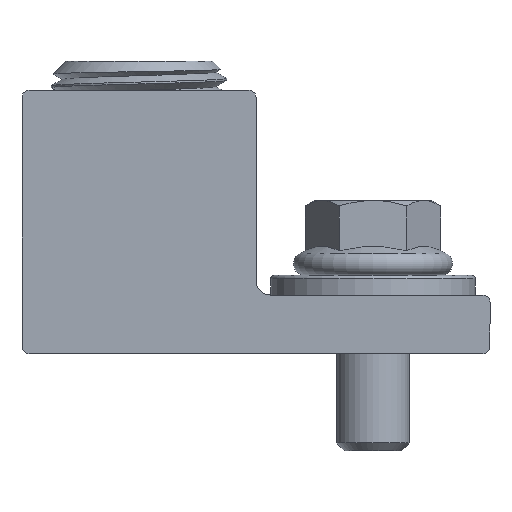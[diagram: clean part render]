
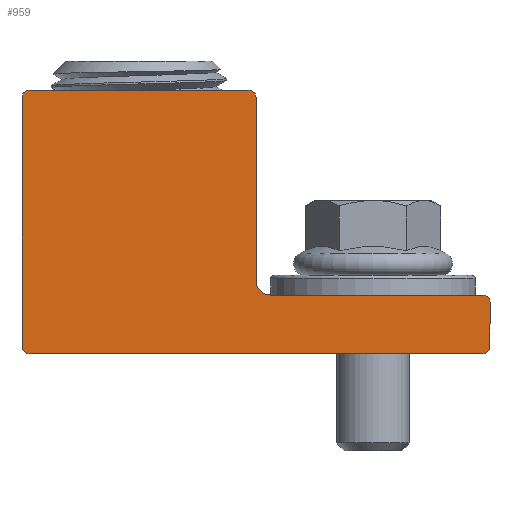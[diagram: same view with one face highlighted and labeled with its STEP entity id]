
A CAD part, left-side view. The second image highlights one B-rep face of the part: STEP entity #959.
In plain terms, the highlighted planar face has unit normal (-1, 0, 0).
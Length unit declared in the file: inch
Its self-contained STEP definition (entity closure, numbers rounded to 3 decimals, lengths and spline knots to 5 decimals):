
#100=LINE('',#1563,#147);
#111=LINE('',#1594,#158);
#115=LINE('',#1609,#162);
#119=LINE('',#1621,#166);
#123=LINE('',#1632,#170);
#126=LINE('',#1636,#173);
#147=VECTOR('',#1165,1.063);
#158=VECTOR('',#1194,0.938);
#162=VECTOR('',#1212,1.938);
#166=VECTOR('',#1224,0.188);
#170=VECTOR('',#1236,0.907);
#173=VECTOR('',#1241,0.782);
#201=PLANE('',#1051);
#272=FACE_OUTER_BOUND('',#349,.T.);
#349=EDGE_LOOP('',(#754,#755,#756,#757,#758,#759,#760,#761,#762,#763,#764,
#765));
#416=CIRCLE('',#1028,0.062);
#418=CIRCLE('',#1032,0.031);
#420=CIRCLE('',#1036,0.031);
#422=CIRCLE('',#1039,0.031);
#424=CIRCLE('',#1043,0.031);
#426=CIRCLE('',#1047,0.031);
#465=VERTEX_POINT('',#1561);
#466=VERTEX_POINT('',#1562);
#469=VERTEX_POINT('',#1572);
#470=VERTEX_POINT('',#1574);
#473=VERTEX_POINT('',#1584);
#474=VERTEX_POINT('',#1585);
#477=VERTEX_POINT('',#1593);
#479=VERTEX_POINT('',#1602);
#481=VERTEX_POINT('',#1608);
#483=VERTEX_POINT('',#1614);
#485=VERTEX_POINT('',#1620);
#487=VERTEX_POINT('',#1626);
#556=EDGE_CURVE('',#465,#466,#100,.T.);
#562=EDGE_CURVE('',#470,#469,#416,.T.);
#567=EDGE_CURVE('',#473,#474,#418,.T.);
#571=EDGE_CURVE('',#474,#477,#111,.T.);
#574=EDGE_CURVE('',#477,#465,#420,.T.);
#576=EDGE_CURVE('',#466,#479,#422,.T.);
#579=EDGE_CURVE('',#479,#481,#115,.T.);
#582=EDGE_CURVE('',#481,#483,#424,.T.);
#585=EDGE_CURVE('',#483,#485,#119,.T.);
#588=EDGE_CURVE('',#485,#487,#426,.T.);
#591=EDGE_CURVE('',#487,#470,#123,.T.);
#594=EDGE_CURVE('',#469,#473,#126,.T.);
#754=ORIENTED_EDGE('',*,*,#594,.T.);
#755=ORIENTED_EDGE('',*,*,#567,.T.);
#756=ORIENTED_EDGE('',*,*,#571,.T.);
#757=ORIENTED_EDGE('',*,*,#574,.T.);
#758=ORIENTED_EDGE('',*,*,#556,.T.);
#759=ORIENTED_EDGE('',*,*,#576,.T.);
#760=ORIENTED_EDGE('',*,*,#579,.T.);
#761=ORIENTED_EDGE('',*,*,#582,.T.);
#762=ORIENTED_EDGE('',*,*,#585,.T.);
#763=ORIENTED_EDGE('',*,*,#588,.T.);
#764=ORIENTED_EDGE('',*,*,#591,.T.);
#765=ORIENTED_EDGE('',*,*,#562,.T.);
#959=ADVANCED_FACE('',(#272),#201,.F.);
#1028=AXIS2_PLACEMENT_3D('',#1575,#1175,#1176);
#1032=AXIS2_PLACEMENT_3D('',#1586,#1186,#1187);
#1036=AXIS2_PLACEMENT_3D('',#1599,#1199,#1200);
#1039=AXIS2_PLACEMENT_3D('',#1603,#1205,#1206);
#1043=AXIS2_PLACEMENT_3D('',#1615,#1217,#1218);
#1047=AXIS2_PLACEMENT_3D('',#1627,#1229,#1230);
#1051=AXIS2_PLACEMENT_3D('',#1637,#1242,#1243);
#1165=DIRECTION('',(0.,0.,-1.));
#1175=DIRECTION('center_axis',(1.,0.,0.));
#1176=DIRECTION('ref_axis',(0.,0.,-1.));
#1186=DIRECTION('center_axis',(-1.,0.,0.));
#1187=DIRECTION('ref_axis',(0.,0.,-1.));
#1194=DIRECTION('',(0.,1.,0.));
#1199=DIRECTION('center_axis',(-1.,0.,0.));
#1200=DIRECTION('ref_axis',(0.,-1.,0.));
#1205=DIRECTION('center_axis',(-1.,0.,0.));
#1206=DIRECTION('ref_axis',(0.,0.,1.));
#1212=DIRECTION('',(0.,-1.,0.));
#1217=DIRECTION('center_axis',(-1.,0.,0.));
#1218=DIRECTION('ref_axis',(0.,1.,0.));
#1224=DIRECTION('',(0.,0.,1.));
#1229=DIRECTION('center_axis',(-1.,0.,0.));
#1230=DIRECTION('ref_axis',(0.,0.,-1.));
#1236=DIRECTION('',(0.,1.,0.));
#1241=DIRECTION('',(0.,0.,1.));
#1242=DIRECTION('center_axis',(1.,0.,0.));
#1243=DIRECTION('ref_axis',(0.,0.,-1.));
#1561=CARTESIAN_POINT('',(0.,2.,1.094));
#1562=CARTESIAN_POINT('',(0.,2.,0.031));
#1563=CARTESIAN_POINT('',(0.,2.,1.094));
#1572=CARTESIAN_POINT('',(0.,1.,0.312));
#1574=CARTESIAN_POINT('',(0.,0.938,0.25));
#1575=CARTESIAN_POINT('Origin',(0.,0.938,0.312));
#1584=CARTESIAN_POINT('',(0.,1.,1.094));
#1585=CARTESIAN_POINT('',(0.,1.031,1.125));
#1586=CARTESIAN_POINT('Origin',(0.,1.031,1.094));
#1593=CARTESIAN_POINT('',(0.,1.969,1.125));
#1594=CARTESIAN_POINT('',(0.,1.031,1.125));
#1599=CARTESIAN_POINT('Origin',(0.,1.969,1.094));
#1602=CARTESIAN_POINT('',(0.,1.969,0.));
#1603=CARTESIAN_POINT('Origin',(0.,1.969,0.031));
#1608=CARTESIAN_POINT('',(0.,0.031,0.));
#1609=CARTESIAN_POINT('',(0.,1.969,0.));
#1614=CARTESIAN_POINT('',(0.,0.,0.031));
#1615=CARTESIAN_POINT('Origin',(0.,0.031,0.031));
#1620=CARTESIAN_POINT('',(0.,0.,0.219));
#1621=CARTESIAN_POINT('',(0.,0.,0.031));
#1626=CARTESIAN_POINT('',(0.,0.031,0.25));
#1627=CARTESIAN_POINT('Origin',(0.,0.031,0.219));
#1632=CARTESIAN_POINT('',(0.,0.031,0.25));
#1636=CARTESIAN_POINT('',(0.,1.,0.312));
#1637=CARTESIAN_POINT('Origin',(0.,1.14415,0.42229));
